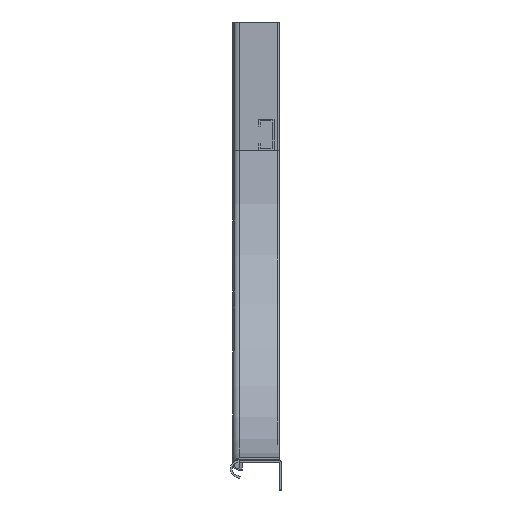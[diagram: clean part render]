
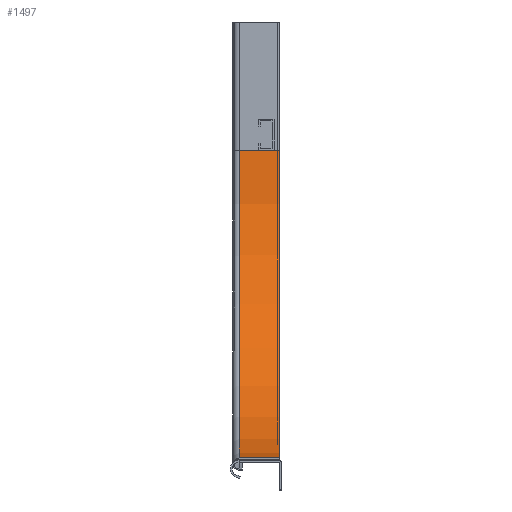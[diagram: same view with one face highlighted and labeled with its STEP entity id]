
A CAD part, left-side view. The second image highlights one B-rep face of the part: STEP entity #1497.
In plain terms, the highlighted cylindrical face has radius 300 mm (diameter 600 mm), a partial arc.
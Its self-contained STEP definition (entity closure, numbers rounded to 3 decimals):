
#54 = EDGE_CURVE ( 'NONE', #4433, #13277, #12042, .T. ) ;
#164 = ORIENTED_EDGE ( 'NONE', *, *, #9297, .F. ) ;
#969 = LINE ( 'NONE', #8859, #3746 ) ;
#1268 = VECTOR ( 'NONE', #3698, 1000. ) ;
#1323 = ORIENTED_EDGE ( 'NONE', *, *, #7039, .T. ) ;
#1497 = ADVANCED_FACE ( 'NONE', ( #2448 ), #7696, .F. ) ;
#1521 = DIRECTION ( 'NONE',  ( 0., -1., 0. ) ) ;
#1733 = DIRECTION ( 'NONE',  ( 0., -1., 0. ) ) ;
#2278 = VERTEX_POINT ( 'NONE', #5225 ) ;
#2448 = FACE_OUTER_BOUND ( 'NONE', #3000, .T. ) ;
#3000 = EDGE_LOOP ( 'NONE', ( #10273, #5178, #1323, #164 ) ) ;
#3600 = CARTESIAN_POINT ( 'NONE',  ( 0., 39., -125. ) ) ;
#3698 = DIRECTION ( 'NONE',  ( 0., 1., 0. ) ) ;
#3746 = VECTOR ( 'NONE', #5731, 1000. ) ;
#4433 = VERTEX_POINT ( 'NONE', #11023 ) ;
#4948 = CARTESIAN_POINT ( 'NONE',  ( 0., 2.25, -125. ) ) ;
#5178 = ORIENTED_EDGE ( 'NONE', *, *, #11431, .T. ) ;
#5225 = CARTESIAN_POINT ( 'NONE',  ( 300., 0., -425. ) ) ;
#5731 = DIRECTION ( 'NONE',  ( 0., 1., 0. ) ) ;
#6536 = AXIS2_PLACEMENT_3D ( 'NONE', #8037, #1733, #9089 ) ;
#6819 = AXIS2_PLACEMENT_3D ( 'NONE', #7796, #1521, #8869 ) ;
#7039 = EDGE_CURVE ( 'NONE', #2278, #8748, #969, .T. ) ;
#7696 = CYLINDRICAL_SURFACE ( 'NONE', #11831, 300. ) ;
#7796 = CARTESIAN_POINT ( 'NONE',  ( 300., 0., -125. ) ) ;
#8037 = CARTESIAN_POINT ( 'NONE',  ( 300., 39., -125. ) ) ;
#8331 = CIRCLE ( 'NONE', #6819, 300. ) ;
#8748 = VERTEX_POINT ( 'NONE', #11161 ) ;
#8859 = CARTESIAN_POINT ( 'NONE',  ( 300., 2.25, -425. ) ) ;
#8869 = DIRECTION ( 'NONE',  ( 1., 0., 0. ) ) ;
#9089 = DIRECTION ( 'NONE',  ( 0., 0., -1. ) ) ;
#9297 = EDGE_CURVE ( 'NONE', #13277, #8748, #13426, .T. ) ;
#9374 = DIRECTION ( 'NONE',  ( 0., -1., 0. ) ) ;
#9464 = DIRECTION ( 'NONE',  ( 0., 0., -1. ) ) ;
#10271 = CARTESIAN_POINT ( 'NONE',  ( 300., 0., -125. ) ) ;
#10273 = ORIENTED_EDGE ( 'NONE', *, *, #54, .F. ) ;
#11023 = CARTESIAN_POINT ( 'NONE',  ( 0., 0., -125. ) ) ;
#11161 = CARTESIAN_POINT ( 'NONE',  ( 300., 39., -425. ) ) ;
#11431 = EDGE_CURVE ( 'NONE', #4433, #2278, #8331, .T. ) ;
#11831 = AXIS2_PLACEMENT_3D ( 'NONE', #10271, #9374, #9464 ) ;
#12042 = LINE ( 'NONE', #4948, #1268 ) ;
#13277 = VERTEX_POINT ( 'NONE', #3600 ) ;
#13426 = CIRCLE ( 'NONE', #6536, 300. ) ;
